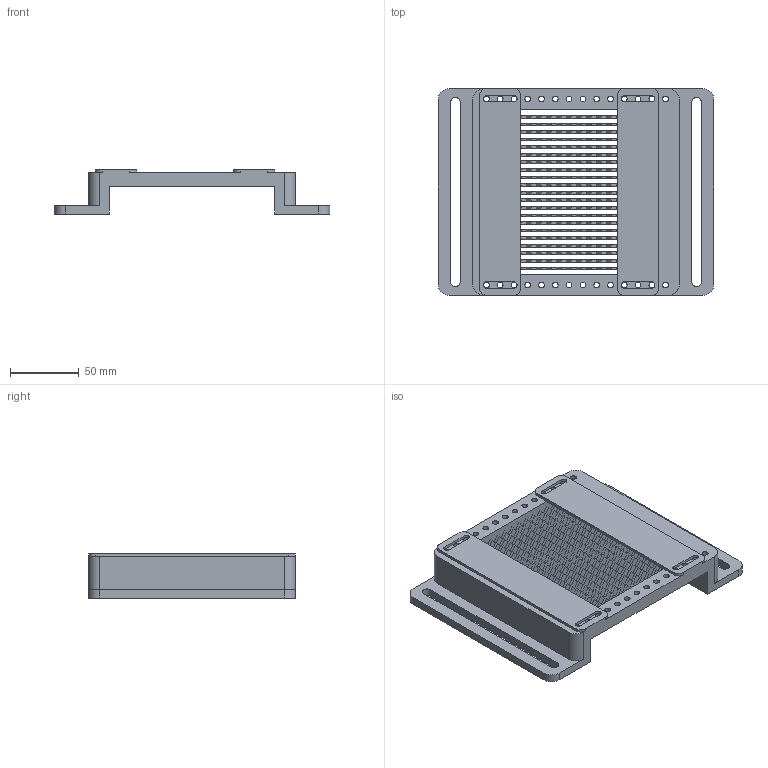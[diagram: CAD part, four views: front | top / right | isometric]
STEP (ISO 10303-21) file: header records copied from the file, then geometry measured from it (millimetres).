
FILE_DESCRIPTION(/* description */ (''),/* implementation_level */ '2;1');
FILE_NAME(/* name */ '06CT-120x120.stp',/* time_stamp */ '2022-06-15T14:04:10+03:00',/* author */ ('atupikov'),/* organization */ (''),/* preprocessor_version */ 'ST-DEVELOPER v18',/* originating_system */ 'Autodesk Inventor 2020',/* authorisation */ '');
FILE_SCHEMA (('AUTOMOTIVE_DESIGN { 1 0 10303 214 3 1 1 }'));
Length unit declared in the file: millimetre
Products named in the file (1): Столик для 
резки_Shrinkwrap_1
Bounding box: 200 x 150 x 32 mm (x, y, z)
Volume: 248468.9 mm3; surface area: 118237.9 mm2
Topology: 1 solids, 1 shells, 889 faces, 2765 edges, 1794 vertices
Faces by surface type: plane 829, cylinder 60
Full cylindrical faces by diameter (mm): 4.134 x28
Entity records: 32427 total; most frequent: ORIENTED_EDGE 5782, CARTESIAN_POINT 5575, DIRECTION 4827, EDGE_CURVE 2891, LINE 2735, VECTOR 2735, VERTEX_POINT 1794, EDGE_LOOP 1079
